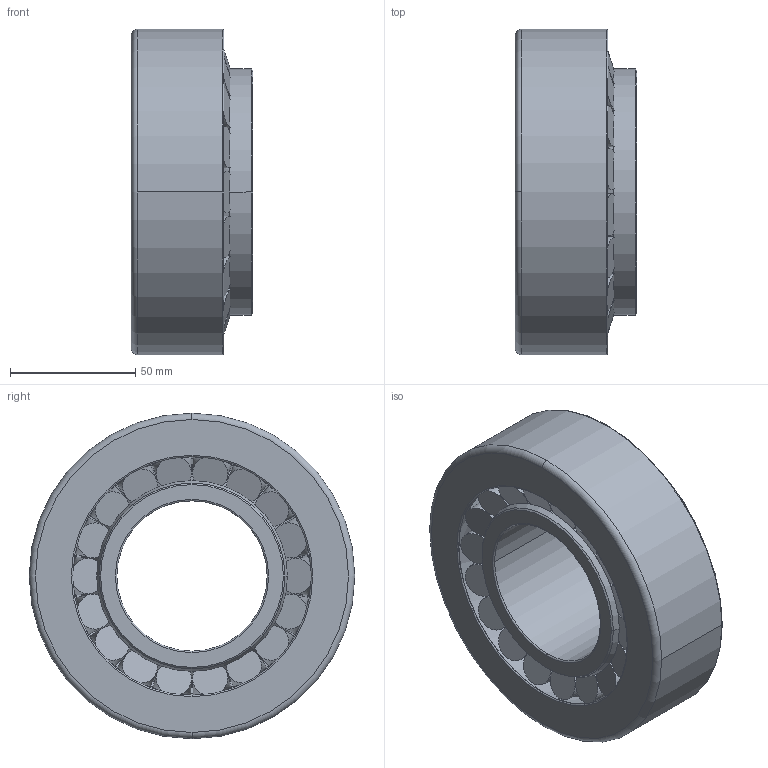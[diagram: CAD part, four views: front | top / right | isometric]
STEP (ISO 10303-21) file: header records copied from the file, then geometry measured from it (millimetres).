
FILE_DESCRIPTION(('STEP AP214'),'1');
FILE_NAME('skf_bearing_32312_b_2.stp','2026-03-07T09:36:30',('TraceParts'),('TraceParts S.A.S.'),'Spatial InterOp 3D',' ',' ');
FILE_SCHEMA(('AUTOMOTIVE_DESIGN { 1 0 10303 214 1 1 1 1 }'));
Length unit declared in the file: millimetre
Products named in the file (1): 1
Bounding box: 48.5 x 130 x 130 mm (x, y, z)
Volume: 383775.9 mm3; surface area: 102511.4 mm2
Topology: 3 solids, 3 shells, 148 faces, 311 edges, 203 vertices
Faces by surface type: torus 52, cone 50, plane 40, cylinder 6
Entity records: 5293 total; most frequent: CARTESIAN_POINT 2033, DIRECTION 724, ORIENTED_EDGE 622, AXIS2_PLACEMENT_3D 334, EDGE_CURVE 311, VERTEX_POINT 203, EDGE_LOOP 188, CIRCLE 183
